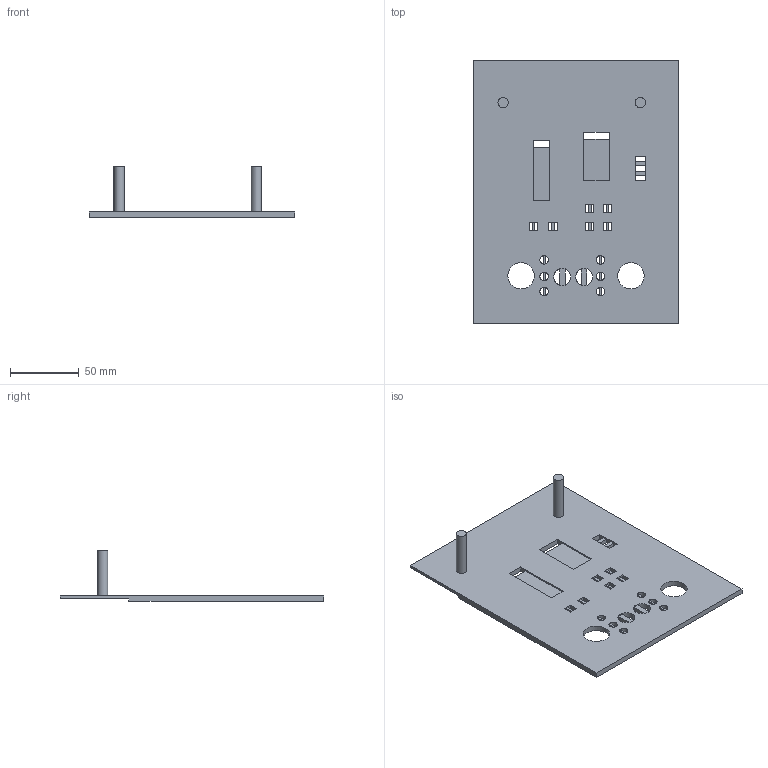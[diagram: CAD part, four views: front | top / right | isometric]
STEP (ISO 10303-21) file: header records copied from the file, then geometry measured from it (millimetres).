
FILE_DESCRIPTION(('HOOPS Exchange Step'),'2;1');
FILE_NAME('temp_export','2023-06-30T10:05:43+01:00',('igorn'),('Shapr3D Limited'),'HOOPS Exchange 2022.2','Shapr3D','Authorized');
FILE_SCHEMA( ('AUTOMOTIVE_DESIGN { 1 0 10303 214 1 1 1 1 }') );
Length unit declared in the file: millimetre
Products named in the file (1): floor 2 n1
Bounding box: 150 x 191.89 x 37 mm (x, y, z)
Volume: 96791.6 mm3; surface area: 62138.7 mm2
Topology: 1 solids, 1 shells, 110 faces, 378 edges, 256 vertices
Faces by surface type: plane 98, cylinder 12
Full cylindrical faces by diameter (mm): 6.1 x6, 7.5 x2, 12.5 x2, 19.2 x2
Entity records: 4259 total; most frequent: ORIENTED_EDGE 756, CARTESIAN_POINT 745, DIRECTION 668, EDGE_CURVE 378, VECTOR 310, LINE 310, VERTEX_POINT 256, AXIS2_PLACEMENT_3D 179
